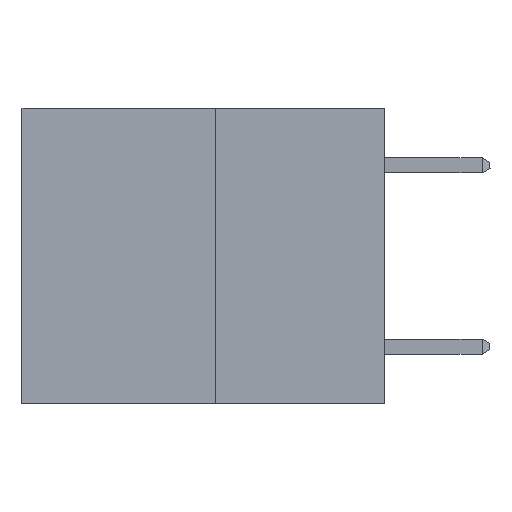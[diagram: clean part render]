
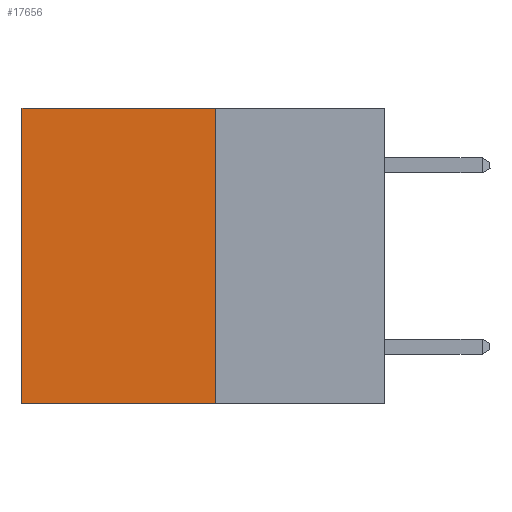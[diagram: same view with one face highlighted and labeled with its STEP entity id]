
A CAD part, left-side view. The second image highlights one B-rep face of the part: STEP entity #17656.
In plain terms, the highlighted planar face has unit normal (-1, 0, 0).
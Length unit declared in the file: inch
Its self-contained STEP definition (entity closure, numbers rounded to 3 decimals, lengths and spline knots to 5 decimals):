
#1221 = CARTESIAN_POINT ( 'NONE',  ( 0.3165, 0.28, 0. ) ) ;
#2460 = VERTEX_POINT ( 'NONE', #8667 ) ;
#2670 = CARTESIAN_POINT ( 'NONE',  ( 0.3165, 0.6, -0.49 ) ) ;
#4002 = EDGE_CURVE ( 'NONE', #20683, #2460, #10412, .T. ) ;
#5383 = EDGE_LOOP ( 'NONE', ( #15192, #6080, #14111, #18883 ) ) ;
#6080 = ORIENTED_EDGE ( 'NONE', *, *, #17513, .F. ) ;
#6538 = DIRECTION ( 'NONE',  ( 0., 0., -1. ) ) ;
#6780 = DIRECTION ( 'NONE',  ( 0., 0., -1. ) ) ;
#7016 = VERTEX_POINT ( 'NONE', #17660 ) ;
#7715 = VECTOR ( 'NONE', #6780, 39.37008 ) ;
#8042 = DIRECTION ( 'NONE',  ( 0., 1., 0. ) ) ;
#8667 = CARTESIAN_POINT ( 'NONE',  ( 0.3165, 0.6, 0. ) ) ;
#8884 = PLANE ( 'NONE',  #14449 ) ;
#9330 = EDGE_CURVE ( 'NONE', #20683, #20641, #22249, .T. ) ;
#10412 = LINE ( 'NONE', #1221, #25491 ) ;
#10540 = EDGE_CURVE ( 'NONE', #2460, #7016, #22178, .T. ) ;
#11093 = VECTOR ( 'NONE', #23961, 39.37008 ) ;
#11874 = DIRECTION ( 'NONE',  ( 0., 1., 0. ) ) ;
#13591 = VECTOR ( 'NONE', #11874, 39.37008 ) ;
#14111 = ORIENTED_EDGE ( 'NONE', *, *, #9330, .F. ) ;
#14449 = AXIS2_PLACEMENT_3D ( 'NONE', #25467, #23478, #6538 ) ;
#15192 = ORIENTED_EDGE ( 'NONE', *, *, #10540, .T. ) ;
#16515 = FACE_OUTER_BOUND ( 'NONE', #5383, .T. ) ;
#17513 = EDGE_CURVE ( 'NONE', #20641, #7016, #23409, .T. ) ;
#17656 = ADVANCED_FACE ( 'NONE', ( #16515 ), #8884, .F. ) ;
#17660 = CARTESIAN_POINT ( 'NONE',  ( 0.3165, 0.6, -0.49 ) ) ;
#18883 = ORIENTED_EDGE ( 'NONE', *, *, #4002, .T. ) ;
#20641 = VERTEX_POINT ( 'NONE', #26636 ) ;
#20683 = VERTEX_POINT ( 'NONE', #26731 ) ;
#21699 = CARTESIAN_POINT ( 'NONE',  ( 0.3165, 0.28, -0.49 ) ) ;
#22178 = LINE ( 'NONE', #2670, #7715 ) ;
#22249 = LINE ( 'NONE', #21699, #11093 ) ;
#22335 = CARTESIAN_POINT ( 'NONE',  ( 0.3165, 0.28, -0.49 ) ) ;
#23409 = LINE ( 'NONE', #22335, #13591 ) ;
#23478 = DIRECTION ( 'NONE',  ( 1., 0., 0. ) ) ;
#23961 = DIRECTION ( 'NONE',  ( 0., 0., -1. ) ) ;
#25467 = CARTESIAN_POINT ( 'NONE',  ( 0.3165, 0.28, -0.49 ) ) ;
#25491 = VECTOR ( 'NONE', #8042, 39.37008 ) ;
#26636 = CARTESIAN_POINT ( 'NONE',  ( 0.3165, 0.28, -0.49 ) ) ;
#26731 = CARTESIAN_POINT ( 'NONE',  ( 0.3165, 0.28, 0. ) ) ;
